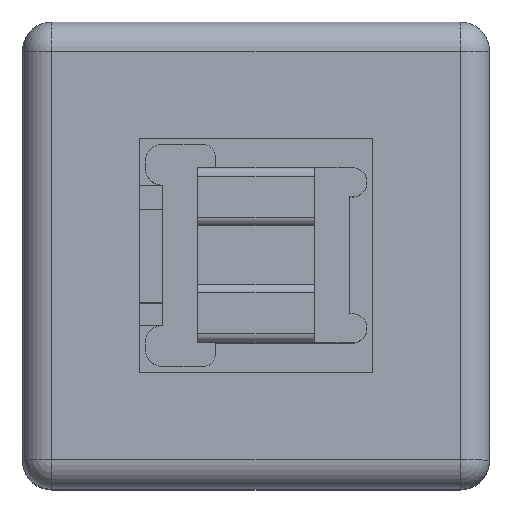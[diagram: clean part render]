
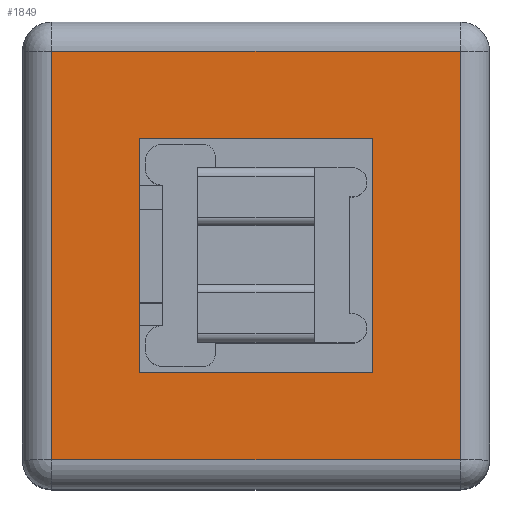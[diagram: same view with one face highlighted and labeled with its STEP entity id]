
A CAD part, top view. The second image highlights one B-rep face of the part: STEP entity #1849.
In plain terms, the highlighted planar face has unit normal (0, 0, 1).
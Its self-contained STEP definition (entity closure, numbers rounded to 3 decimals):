
#1072 = VERTEX_POINT('',#1073);
#1073 = CARTESIAN_POINT('',(-2.,-2.,8.));
#1079 = EDGE_CURVE('',#1080,#1072,#1082,.T.);
#1080 = VERTEX_POINT('',#1081);
#1081 = CARTESIAN_POINT('',(2.,-2.,8.));
#1082 = LINE('',#1083,#1084);
#1083 = CARTESIAN_POINT('',(0.,-2.,8.));
#1084 = VECTOR('',#1085,1.);
#1085 = DIRECTION('',(-1.,0.,0.));
#1103 = VERTEX_POINT('',#1104);
#1104 = CARTESIAN_POINT('',(-2.,2.,8.));
#1110 = EDGE_CURVE('',#1072,#1103,#1111,.T.);
#1111 = LINE('',#1112,#1113);
#1112 = CARTESIAN_POINT('',(-2.,0.,8.));
#1113 = VECTOR('',#1114,1.);
#1114 = DIRECTION('',(0.,1.,0.));
#1127 = VERTEX_POINT('',#1128);
#1128 = CARTESIAN_POINT('',(2.,2.,8.));
#1134 = EDGE_CURVE('',#1103,#1127,#1135,.T.);
#1135 = LINE('',#1136,#1137);
#1136 = CARTESIAN_POINT('',(0.,2.,8.));
#1137 = VECTOR('',#1138,1.);
#1138 = DIRECTION('',(1.,0.,0.));
#1151 = EDGE_CURVE('',#1127,#1080,#1152,.T.);
#1152 = LINE('',#1153,#1154);
#1153 = CARTESIAN_POINT('',(2.,0.,8.));
#1154 = VECTOR('',#1155,1.);
#1155 = DIRECTION('',(0.,-1.,0.));
#1849 = ADVANCED_FACE('',(#1850,#1884),#1890,.T.);
#1850 = FACE_BOUND('',#1851,.T.);
#1851 = EDGE_LOOP('',(#1852,#1862,#1870,#1878));
#1852 = ORIENTED_EDGE('',*,*,#1853,.F.);
#1853 = EDGE_CURVE('',#1854,#1856,#1858,.T.);
#1854 = VERTEX_POINT('',#1855);
#1855 = CARTESIAN_POINT('',(3.5,3.5,8.));
#1856 = VERTEX_POINT('',#1857);
#1857 = CARTESIAN_POINT('',(3.5,-3.5,8.));
#1858 = LINE('',#1859,#1860);
#1859 = CARTESIAN_POINT('',(3.5,0.,8.));
#1860 = VECTOR('',#1861,1.);
#1861 = DIRECTION('',(0.,-1.,0.));
#1862 = ORIENTED_EDGE('',*,*,#1863,.F.);
#1863 = EDGE_CURVE('',#1864,#1854,#1866,.T.);
#1864 = VERTEX_POINT('',#1865);
#1865 = CARTESIAN_POINT('',(-3.5,3.5,8.));
#1866 = LINE('',#1867,#1868);
#1867 = CARTESIAN_POINT('',(0.,3.5,8.));
#1868 = VECTOR('',#1869,1.);
#1869 = DIRECTION('',(1.,0.,0.));
#1870 = ORIENTED_EDGE('',*,*,#1871,.F.);
#1871 = EDGE_CURVE('',#1872,#1864,#1874,.T.);
#1872 = VERTEX_POINT('',#1873);
#1873 = CARTESIAN_POINT('',(-3.5,-3.5,8.));
#1874 = LINE('',#1875,#1876);
#1875 = CARTESIAN_POINT('',(-3.5,0.,8.));
#1876 = VECTOR('',#1877,1.);
#1877 = DIRECTION('',(0.,1.,0.));
#1878 = ORIENTED_EDGE('',*,*,#1879,.F.);
#1879 = EDGE_CURVE('',#1856,#1872,#1880,.T.);
#1880 = LINE('',#1881,#1882);
#1881 = CARTESIAN_POINT('',(0.,-3.5,8.));
#1882 = VECTOR('',#1883,1.);
#1883 = DIRECTION('',(-1.,0.,0.));
#1884 = FACE_BOUND('',#1885,.T.);
#1885 = EDGE_LOOP('',(#1886,#1887,#1888,#1889));
#1886 = ORIENTED_EDGE('',*,*,#1079,.T.);
#1887 = ORIENTED_EDGE('',*,*,#1110,.T.);
#1888 = ORIENTED_EDGE('',*,*,#1134,.T.);
#1889 = ORIENTED_EDGE('',*,*,#1151,.T.);
#1890 = PLANE('',#1891);
#1891 = AXIS2_PLACEMENT_3D('',#1892,#1893,#1894);
#1892 = CARTESIAN_POINT('',(0.,0.,8.));
#1893 = DIRECTION('',(0.,0.,1.));
#1894 = DIRECTION('',(1.,0.,-0.));
